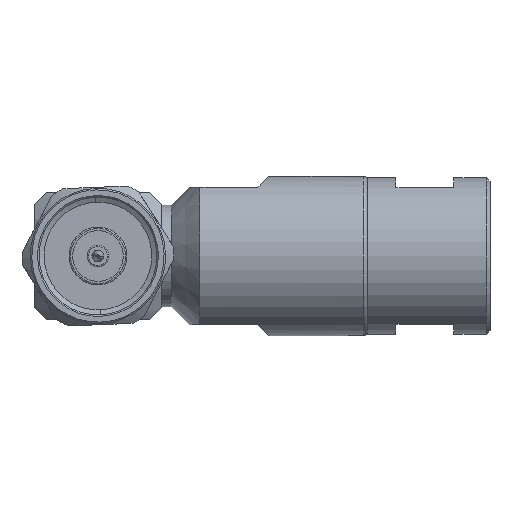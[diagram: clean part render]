
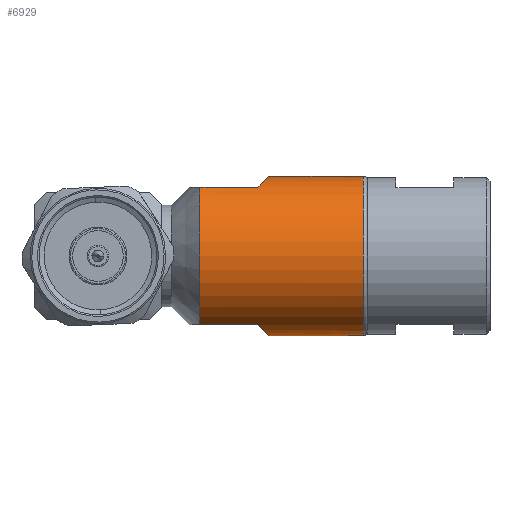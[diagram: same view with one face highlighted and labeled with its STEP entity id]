
A CAD part, left-side view. The second image highlights one B-rep face of the part: STEP entity #6929.
In plain terms, the highlighted cylindrical face has radius 11 mm (diameter 22 mm), a partial arc.
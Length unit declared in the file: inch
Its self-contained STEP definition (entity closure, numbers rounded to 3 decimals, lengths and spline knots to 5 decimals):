
#105 = DIRECTION ( 'NONE',  ( 0., 0., -1. ) ) ;
#337 = CARTESIAN_POINT ( 'NONE',  ( 0.73444, -0.87008, -0.37402 ) ) ;
#430 = DIRECTION ( 'NONE',  ( 0., 0., -1. ) ) ;
#497 =( BOUNDED_CURVE ( )  B_SPLINE_CURVE ( 3, ( #337, #3850, #8155, #10738 ),
 .UNSPECIFIED., .F., .T. ) 
 B_SPLINE_CURVE_WITH_KNOTS ( ( 4, 4 ),
 ( 2.61324, 3.14159 ),
 .UNSPECIFIED. ) 
 CURVE ( )  GEOMETRIC_REPRESENTATION_ITEM ( )  RATIONAL_B_SPLINE_CURVE ( ( 1., 0.977, 0.977, 1. ) ) 
 REPRESENTATION_ITEM ( '' )  );
#620 = CARTESIAN_POINT ( 'NONE',  ( 0.95276, -0.55512, 0. ) ) ;
#768 = EDGE_CURVE ( 'NONE', #6718, #10766, #2037, .T. ) ;
#778 = EDGE_CURVE ( 'NONE', #6718, #8006, #4192, .T. ) ;
#813 = ORIENTED_EDGE ( 'NONE', *, *, #778, .F. ) ;
#857 = EDGE_CURVE ( 'NONE', #3357, #8006, #497, .T. ) ;
#868 = EDGE_CURVE ( 'NONE', #8105, #7541, #5242, .T. ) ;
#936 = DIRECTION ( 'NONE',  ( 0., 1., 0. ) ) ;
#1289 = CARTESIAN_POINT ( 'NONE',  ( 0.87558, -0.92913, 0.43307 ) ) ;
#1421 = AXIS2_PLACEMENT_3D ( 'NONE', #620, #2366, #430 ) ;
#1432 = CIRCLE ( 'NONE', #1421, 0.43307 ) ;
#1869 = DIRECTION ( 'NONE',  ( 0., 1., 0. ) ) ;
#1910 = CARTESIAN_POINT ( 'NONE',  ( 0.95276, -0.1811, -0.43307 ) ) ;
#2037 = CIRCLE ( 'NONE', #9930, 0.43307 ) ;
#2115 = VECTOR ( 'NONE', #10978, 39.37008 ) ;
#2227 = CARTESIAN_POINT ( 'NONE',  ( 0.95276, -0.92913, 0.43307 ) ) ;
#2307 = ORIENTED_EDGE ( 'NONE', *, *, #3977, .T. ) ;
#2366 = DIRECTION ( 'NONE',  ( 0., 1., 0. ) ) ;
#2678 = DIRECTION ( 'NONE',  ( 0., 1., 0. ) ) ;
#2927 = LINE ( 'NONE', #3371, #10019 ) ;
#3067 = CARTESIAN_POINT ( 'NONE',  ( 0.95276, -0.92913, 0.43307 ) ) ;
#3340 = DIRECTION ( 'NONE',  ( 0., 1., 0. ) ) ;
#3357 = VERTEX_POINT ( 'NONE', #8679 ) ;
#3371 = CARTESIAN_POINT ( 'NONE',  ( 0.73444, -0.1811, -0.37402 ) ) ;
#3587 = EDGE_CURVE ( 'NONE', #10766, #8105, #6628, .T. ) ;
#3630 = EDGE_CURVE ( 'NONE', #8943, #3357, #2927, .T. ) ;
#3850 = CARTESIAN_POINT ( 'NONE',  ( 0.80109, -0.90898, -0.41292 ) ) ;
#3973 = CARTESIAN_POINT ( 'NONE',  ( 0.73444, -0.1811, 0.37402 ) ) ;
#3977 = EDGE_CURVE ( 'NONE', #7541, #7960, #4686, .T. ) ;
#4017 = EDGE_CURVE ( 'NONE', #8943, #7960, #1432, .T. ) ;
#4192 = LINE ( 'NONE', #1910, #6811 ) ;
#4372 = CARTESIAN_POINT ( 'NONE',  ( 0.95276, -1.44488, 0. ) ) ;
#4686 = LINE ( 'NONE', #3973, #2115 ) ;
#4958 = CYLINDRICAL_SURFACE ( 'NONE', #9486, 0.43307 ) ;
#4976 = ORIENTED_EDGE ( 'NONE', *, *, #868, .T. ) ;
#5242 =( BOUNDED_CURVE ( )  B_SPLINE_CURVE ( 3, ( #2227, #1289, #8276, #10140 ),
 .UNSPECIFIED., .F., .T. ) 
 B_SPLINE_CURVE_WITH_KNOTS ( ( 4, 4 ),
 ( 3.14159, 3.66995 ),
 .UNSPECIFIED. ) 
 CURVE ( )  GEOMETRIC_REPRESENTATION_ITEM ( )  RATIONAL_B_SPLINE_CURVE ( ( 1., 0.977, 0.977, 1. ) ) 
 REPRESENTATION_ITEM ( '' )  );
#5352 = CARTESIAN_POINT ( 'NONE',  ( 0.95276, -0.92913, -0.43307 ) ) ;
#6260 = DIRECTION ( 'NONE',  ( 0., 0., -1. ) ) ;
#6628 = LINE ( 'NONE', #9464, #9754 ) ;
#6718 = VERTEX_POINT ( 'NONE', #7903 ) ;
#6749 = ORIENTED_EDGE ( 'NONE', *, *, #4017, .F. ) ;
#6755 = FACE_OUTER_BOUND ( 'NONE', #8478, .T. ) ;
#6811 = VECTOR ( 'NONE', #2678, 39.37008 ) ;
#6929 = ADVANCED_FACE ( 'NONE', ( #6755 ), #4958, .T. ) ;
#7125 = CARTESIAN_POINT ( 'NONE',  ( 0.95276, -0.1811, 0. ) ) ;
#7541 = VERTEX_POINT ( 'NONE', #8523 ) ;
#7730 = CARTESIAN_POINT ( 'NONE',  ( 0.73444, -0.55512, -0.37402 ) ) ;
#7903 = CARTESIAN_POINT ( 'NONE',  ( 0.95276, -1.44488, -0.43307 ) ) ;
#7960 = VERTEX_POINT ( 'NONE', #8939 ) ;
#8006 = VERTEX_POINT ( 'NONE', #5352 ) ;
#8105 = VERTEX_POINT ( 'NONE', #3067 ) ;
#8155 = CARTESIAN_POINT ( 'NONE',  ( 0.87558, -0.92913, -0.43307 ) ) ;
#8276 = CARTESIAN_POINT ( 'NONE',  ( 0.80109, -0.90898, 0.41292 ) ) ;
#8337 = ORIENTED_EDGE ( 'NONE', *, *, #3630, .T. ) ;
#8364 = ORIENTED_EDGE ( 'NONE', *, *, #857, .T. ) ;
#8478 = EDGE_LOOP ( 'NONE', ( #11307, #11274, #4976, #2307, #6749, #8337, #8364, #813 ) ) ;
#8523 = CARTESIAN_POINT ( 'NONE',  ( 0.73444, -0.87008, 0.37402 ) ) ;
#8679 = CARTESIAN_POINT ( 'NONE',  ( 0.73444, -0.87008, -0.37402 ) ) ;
#8939 = CARTESIAN_POINT ( 'NONE',  ( 0.73444, -0.55512, 0.37402 ) ) ;
#8943 = VERTEX_POINT ( 'NONE', #7730 ) ;
#8984 = CARTESIAN_POINT ( 'NONE',  ( 0.95276, -1.44488, 0.43307 ) ) ;
#9386 = DIRECTION ( 'NONE',  ( 0., -1., 0. ) ) ;
#9464 = CARTESIAN_POINT ( 'NONE',  ( 0.95276, -0.1811, 0.43307 ) ) ;
#9486 = AXIS2_PLACEMENT_3D ( 'NONE', #7125, #1869, #6260 ) ;
#9754 = VECTOR ( 'NONE', #3340, 39.37008 ) ;
#9930 = AXIS2_PLACEMENT_3D ( 'NONE', #4372, #936, #105 ) ;
#10019 = VECTOR ( 'NONE', #9386, 39.37008 ) ;
#10140 = CARTESIAN_POINT ( 'NONE',  ( 0.73444, -0.87008, 0.37402 ) ) ;
#10738 = CARTESIAN_POINT ( 'NONE',  ( 0.95276, -0.92913, -0.43307 ) ) ;
#10766 = VERTEX_POINT ( 'NONE', #8984 ) ;
#10978 = DIRECTION ( 'NONE',  ( 0., 1., 0. ) ) ;
#11274 = ORIENTED_EDGE ( 'NONE', *, *, #3587, .T. ) ;
#11307 = ORIENTED_EDGE ( 'NONE', *, *, #768, .T. ) ;
